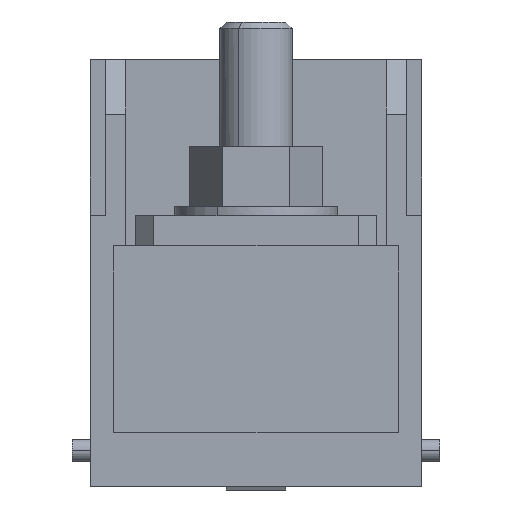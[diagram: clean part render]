
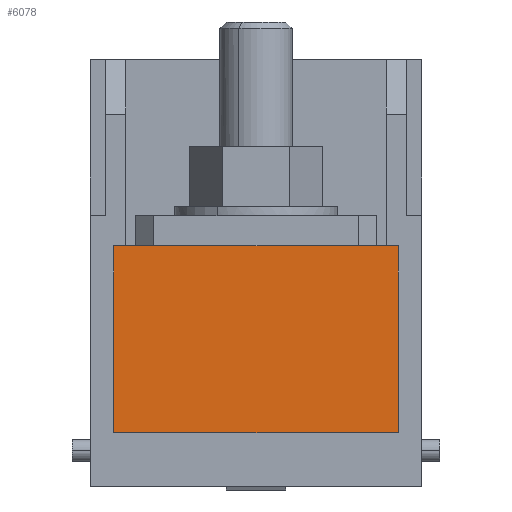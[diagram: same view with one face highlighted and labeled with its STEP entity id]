
A CAD part, front view. The second image highlights one B-rep face of the part: STEP entity #6078.
In plain terms, the highlighted planar face has unit normal (0, -1, 0).
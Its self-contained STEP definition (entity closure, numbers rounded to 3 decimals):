
#6070=AXIS2_PLACEMENT_3D('Plane Axis2P3D',#6067,#6068,#6069) ;
#3879=CARTESIAN_POINT('Vertex',(6.9,38.1,5.55)) ;
#3882=CARTESIAN_POINT('Line Origine',(6.9,38.1,23.05)) ;
#3886=CARTESIAN_POINT('Vertex',(6.9,38.1,40.55)) ;
#4081=CARTESIAN_POINT('Vertex',(54.2,38.1,40.55)) ;
#4084=CARTESIAN_POINT('Line Origine',(54.2,38.1,23.05)) ;
#4088=CARTESIAN_POINT('Vertex',(54.2,38.1,5.55)) ;
#5156=CARTESIAN_POINT('Line Origine',(30.55,38.1,40.55)) ;
#5981=CARTESIAN_POINT('Line Origine',(30.55,38.1,5.55)) ;
#6067=CARTESIAN_POINT('Axis2P3D Location',(11.55,38.1,40.55)) ;
#3883=DIRECTION('Vector Direction',(0.,0.,-1.)) ;
#4085=DIRECTION('Vector Direction',(0.,0.,-1.)) ;
#5157=DIRECTION('Vector Direction',(-1.,0.,0.)) ;
#5982=DIRECTION('Vector Direction',(-1.,0.,0.)) ;
#6068=DIRECTION('Axis2P3D Direction',(-0.,1.,0.)) ;
#6069=DIRECTION('Axis2P3D XDirection',(1.,0.,0.)) ;
#3884=VECTOR('Line Direction',#3883,1.) ;
#4086=VECTOR('Line Direction',#4085,1.) ;
#5158=VECTOR('Line Direction',#5157,1.) ;
#5983=VECTOR('Line Direction',#5982,1.) ;
#6073=ORIENTED_EDGE('',*,*,#5985,.T.) ;
#6074=ORIENTED_EDGE('',*,*,#4090,.T.) ;
#6075=ORIENTED_EDGE('',*,*,#5160,.F.) ;
#6076=ORIENTED_EDGE('',*,*,#3888,.F.) ;
#6078=ADVANCED_FACE('Hauptk\X2\00F6\X0\rper',(#6077),#6071,.F.) ;
#3888=EDGE_CURVE('',#3880,#3887,#3885,.F.) ;
#4090=EDGE_CURVE('',#4089,#4082,#4087,.F.) ;
#5160=EDGE_CURVE('',#3887,#4082,#5159,.F.) ;
#5985=EDGE_CURVE('',#3880,#4089,#5984,.F.) ;
#6072=EDGE_LOOP('',(#6073,#6074,#6075,#6076)) ;
#6077=FACE_OUTER_BOUND('',#6072,.T.) ;
#3885=LINE('Line',#3882,#3884) ;
#4087=LINE('Line',#4084,#4086) ;
#5159=LINE('Line',#5156,#5158) ;
#5984=LINE('Line',#5981,#5983) ;
#6071=PLANE('',#6070) ;
#3880=VERTEX_POINT('',#3879) ;
#3887=VERTEX_POINT('',#3886) ;
#4082=VERTEX_POINT('',#4081) ;
#4089=VERTEX_POINT('',#4088) ;
